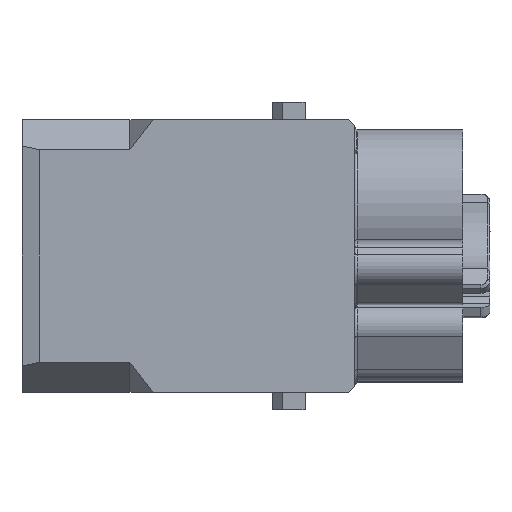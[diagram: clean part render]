
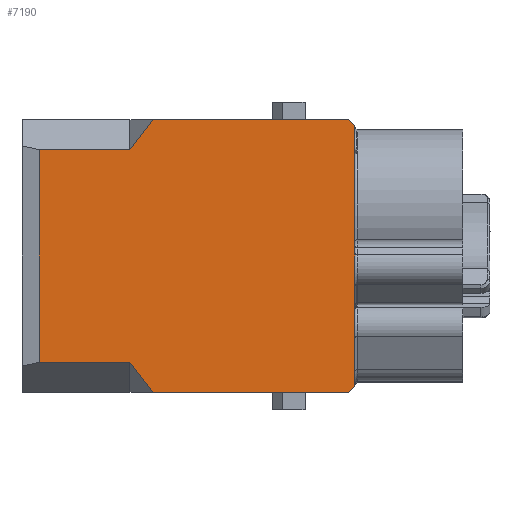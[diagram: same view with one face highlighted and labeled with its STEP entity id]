
A CAD part, left-side view. The second image highlights one B-rep face of the part: STEP entity #7190.
In plain terms, the highlighted planar face has unit normal (-1, 0, 0).
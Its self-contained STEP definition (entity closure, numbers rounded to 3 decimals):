
#53=DIRECTION('',(0.,-0.707,-0.707));
#54=VECTOR('',#53,0.99);
#55=CARTESIAN_POINT('',(-7.35,-20.15,15.1));
#56=LINE('',#55,#54);
#57=DIRECTION('',(0.,0.707,-0.707));
#58=VECTOR('',#57,0.99);
#59=CARTESIAN_POINT('',(-7.35,-20.85,-14.5));
#60=LINE('',#59,#58);
#61=DIRECTION('',(0.,1.,0.));
#62=VECTOR('',#61,21.8);
#63=CARTESIAN_POINT('',(-7.35,-20.15,-15.2));
#64=LINE('',#63,#62);
#65=DIRECTION('',(0.,0.,1.));
#66=VECTOR('',#65,0.054);
#67=CARTESIAN_POINT('',(-7.35,1.65,-15.2));
#68=LINE('',#67,#66);
#69=DIRECTION('',(0.,0.604,0.797));
#70=VECTOR('',#69,4.137);
#71=CARTESIAN_POINT('',(-7.35,1.65,-15.146));
#72=LINE('',#71,#70);
#73=DIRECTION('',(0.,1.,0.));
#74=VECTOR('',#73,10.1);
#75=CARTESIAN_POINT('',(-7.35,4.15,-11.85));
#76=LINE('',#75,#74);
#77=DIRECTION('',(0.,0.,1.));
#78=VECTOR('',#77,23.6);
#79=CARTESIAN_POINT('',(-7.35,14.25,-11.85));
#80=LINE('',#79,#78);
#81=DIRECTION('',(0.,-1.,0.));
#82=VECTOR('',#81,10.1);
#83=CARTESIAN_POINT('',(-7.35,14.25,11.75));
#84=LINE('',#83,#82);
#85=DIRECTION('',(0.,-0.604,0.797));
#86=VECTOR('',#85,4.137);
#87=CARTESIAN_POINT('',(-7.35,4.15,11.75));
#88=LINE('',#87,#86);
#89=DIRECTION('',(0.,0.,1.));
#90=VECTOR('',#89,0.054);
#91=CARTESIAN_POINT('',(-7.35,1.65,15.046));
#92=LINE('',#91,#90);
#93=DIRECTION('',(0.,-1.,0.));
#94=VECTOR('',#93,21.8);
#95=CARTESIAN_POINT('',(-7.35,1.65,15.1));
#96=LINE('',#95,#94);
#105=DIRECTION('',(0.,0.,1.));
#106=VECTOR('',#105,28.9);
#107=CARTESIAN_POINT('',(-7.35,-20.85,-14.5));
#108=LINE('',#107,#106);
#5666=CARTESIAN_POINT('',(-7.35,-20.15,15.1));
#5667=CARTESIAN_POINT('',(-7.35,-20.85,14.4));
#5668=VERTEX_POINT('',#5666);
#5669=VERTEX_POINT('',#5667);
#5670=CARTESIAN_POINT('',(-7.35,-20.85,-14.5));
#5671=VERTEX_POINT('',#5670);
#5672=CARTESIAN_POINT('',(-7.35,-20.15,-15.2));
#5673=VERTEX_POINT('',#5672);
#5674=CARTESIAN_POINT('',(-7.35,1.65,-15.2));
#5675=VERTEX_POINT('',#5674);
#5676=CARTESIAN_POINT('',(-7.35,1.65,-15.146));
#5677=VERTEX_POINT('',#5676);
#5678=CARTESIAN_POINT('',(-7.35,4.15,-11.85));
#5679=VERTEX_POINT('',#5678);
#5680=CARTESIAN_POINT('',(-7.35,14.25,-11.85));
#5681=VERTEX_POINT('',#5680);
#5682=CARTESIAN_POINT('',(-7.35,14.25,11.75));
#5683=VERTEX_POINT('',#5682);
#5684=CARTESIAN_POINT('',(-7.35,4.15,11.75));
#5685=VERTEX_POINT('',#5684);
#5686=CARTESIAN_POINT('',(-7.35,1.65,15.046));
#5687=VERTEX_POINT('',#5686);
#5688=CARTESIAN_POINT('',(-7.35,1.65,15.1));
#5689=VERTEX_POINT('',#5688);
#7160=CARTESIAN_POINT('',(-7.35,-2.35,-0.05));
#7161=DIRECTION('',(1.,0.,0.));
#7162=DIRECTION('',(0.,1.,0.));
#7163=AXIS2_PLACEMENT_3D('',#7160,#7161,#7162);
#7164=PLANE('',#7163);
#7165=ORIENTED_EDGE('',*,*,#7150,.T.);
#7167=ORIENTED_EDGE('',*,*,#7166,.F.);
#7169=ORIENTED_EDGE('',*,*,#7168,.T.);
#7171=ORIENTED_EDGE('',*,*,#7170,.T.);
#7173=ORIENTED_EDGE('',*,*,#7172,.T.);
#7175=ORIENTED_EDGE('',*,*,#7174,.T.);
#7177=ORIENTED_EDGE('',*,*,#7176,.T.);
#7179=ORIENTED_EDGE('',*,*,#7178,.T.);
#7181=ORIENTED_EDGE('',*,*,#7180,.T.);
#7183=ORIENTED_EDGE('',*,*,#7182,.T.);
#7185=ORIENTED_EDGE('',*,*,#7184,.T.);
#7187=ORIENTED_EDGE('',*,*,#7186,.T.);
#7188=EDGE_LOOP('',(#7165,#7167,#7169,#7171,#7173,#7175,#7177,#7179,#7181,#7183,
#7185,#7187));
#7189=FACE_OUTER_BOUND('',#7188,.F.);
#7190=ADVANCED_FACE('',(#7189),#7164,.F.);
#7150=EDGE_CURVE('',#5668,#5669,#56,.T.);
#7166=EDGE_CURVE('',#5671,#5669,#108,.T.);
#7168=EDGE_CURVE('',#5671,#5673,#60,.T.);
#7170=EDGE_CURVE('',#5673,#5675,#64,.T.);
#7172=EDGE_CURVE('',#5675,#5677,#68,.T.);
#7174=EDGE_CURVE('',#5677,#5679,#72,.T.);
#7176=EDGE_CURVE('',#5679,#5681,#76,.T.);
#7178=EDGE_CURVE('',#5681,#5683,#80,.T.);
#7180=EDGE_CURVE('',#5683,#5685,#84,.T.);
#7182=EDGE_CURVE('',#5685,#5687,#88,.T.);
#7184=EDGE_CURVE('',#5687,#5689,#92,.T.);
#7186=EDGE_CURVE('',#5689,#5668,#96,.T.);
